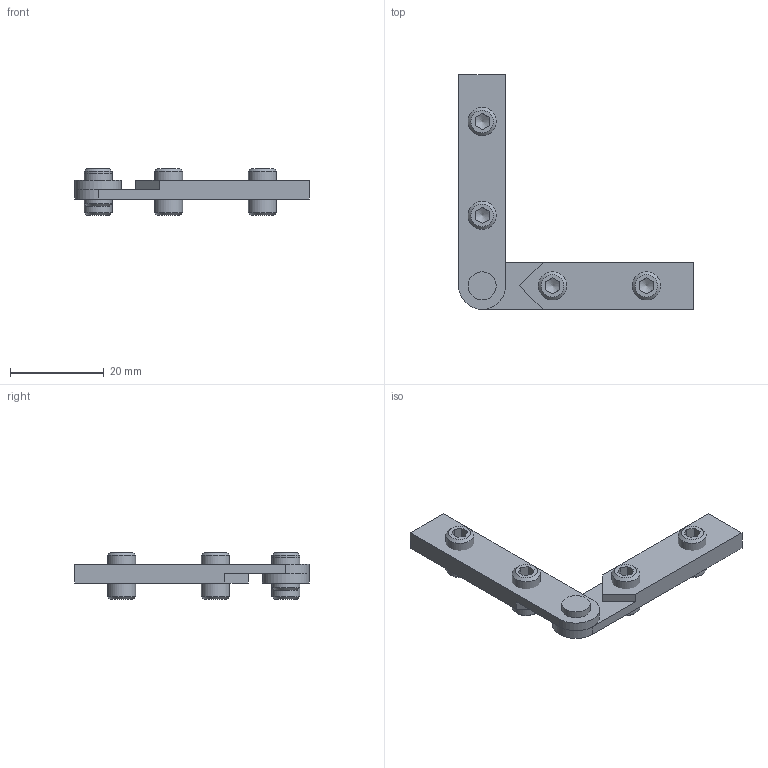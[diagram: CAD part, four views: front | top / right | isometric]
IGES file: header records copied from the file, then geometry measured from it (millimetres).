
Global section: file name: 321291.stp.iam; native system: Autodesk Inventor 2014; preprocessor: unknown; author: zeman; date: 20151016.110527; units: millimetre
Bounding box: 50 x 50 x 10 mm (x, y, z)
Volume: 4099.1 mm3; surface area: 4132.7 mm2
Topology: 7 solids, 7 shells, 80 faces, 183 edges, 119 vertices
Faces by surface type: plane 52, cylinder 9, cone 9, revolution 6, bspline 4
Full cylindrical faces by diameter (mm): 4 x1, 6 x6
